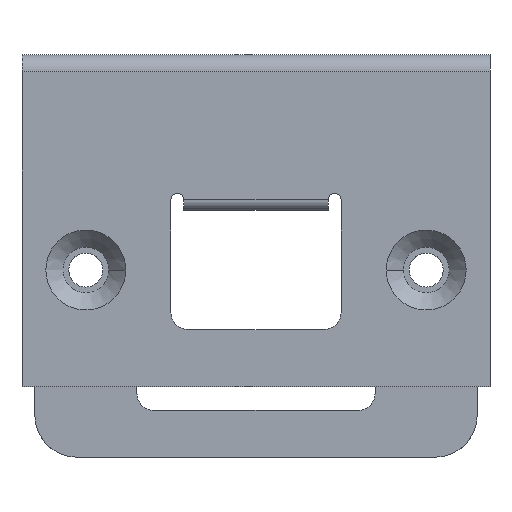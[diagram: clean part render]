
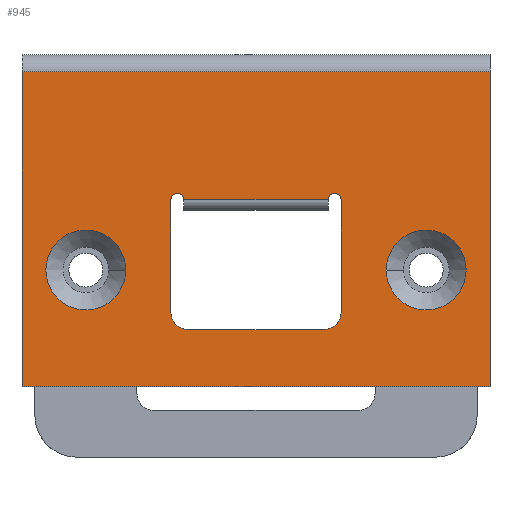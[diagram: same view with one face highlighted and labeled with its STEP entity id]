
A CAD part, top view. The second image highlights one B-rep face of the part: STEP entity #945.
In plain terms, the highlighted face is planar.
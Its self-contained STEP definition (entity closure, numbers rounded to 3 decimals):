
#95 = CARTESIAN_POINT ( 'NONE',  ( 0., -17.05, -9.25 ) ) ;
#96 = DIRECTION ( 'NONE',  ( -1., 0., 0. ) ) ;
#97 = DIRECTION ( 'NONE',  ( 0., 1., 0. ) ) ;
#129 = LINE ( 'NONE', #130, #2019 ) ;
#130 = CARTESIAN_POINT ( 'NONE',  ( 0., -2., 27.5 ) ) ;
#131 = DIRECTION ( 'NONE',  ( 0., -1., 0. ) ) ;
#165 = LINE ( 'NONE', #166, #2045 ) ;
#166 = CARTESIAN_POINT ( 'NONE',  ( 0., -17.05, 10. ) ) ;
#167 = DIRECTION ( 'NONE',  ( 0., 1., 0. ) ) ;
#174 = CARTESIAN_POINT ( 'NONE',  ( 0., -30.3, -8. ) ) ;
#175 = DIRECTION ( 'NONE',  ( -1., 0., 0. ) ) ;
#176 = DIRECTION ( 'NONE',  ( 0., -1., 0. ) ) ;
#180 = CARTESIAN_POINT ( 'NONE',  ( 0., -17.05, 9.25 ) ) ;
#181 = DIRECTION ( 'NONE',  ( -1., 0., 0. ) ) ;
#182 = DIRECTION ( 'NONE',  ( 0., -1., 0. ) ) ;
#192 = LINE ( 'NONE', #193, #2060 ) ;
#193 = CARTESIAN_POINT ( 'NONE',  ( 0., -39., 27.5 ) ) ;
#194 = DIRECTION ( 'NONE',  ( 0., 0., -1. ) ) ;
#195 = CARTESIAN_POINT ( 'NONE',  ( 0., -25.3, -20. ) ) ;
#199 = DIRECTION ( 'NONE',  ( -1., 0., 0. ) ) ;
#200 = DIRECTION ( 'NONE',  ( 0., 0., 1. ) ) ;
#270 = CARTESIAN_POINT ( 'NONE',  ( 0., -25.3, -20. ) ) ;
#271 = DIRECTION ( 'NONE',  ( -1., 0., 0. ) ) ;
#272 = DIRECTION ( 'NONE',  ( 0., 0., 1. ) ) ;
#297 = CARTESIAN_POINT ( 'NONE',  ( 0., -25.3, 20. ) ) ;
#298 = DIRECTION ( 'NONE',  ( -1., 0., 0. ) ) ;
#299 = DIRECTION ( 'NONE',  ( 0., 0., 1. ) ) ;
#314 = CARTESIAN_POINT ( 'NONE',  ( 0., -25.3, 15.3 ) ) ;
#329 = CARTESIAN_POINT ( 'NONE',  ( 0., -25.3, -24.7 ) ) ;
#331 = CARTESIAN_POINT ( 'NONE',  ( 0., -25.3, -15.3 ) ) ;
#509 = PLANE ( 'NONE',  #1630 ) ;
#510 = CARTESIAN_POINT ( 'NONE',  ( 0., -2., 27.5 ) ) ;
#511 = DIRECTION ( 'NONE',  ( 1., 0., 0. ) ) ;
#512 = DIRECTION ( 'NONE',  ( 0., 1., 0. ) ) ;
#513 = LINE ( 'NONE', #514, #1552 ) ;
#514 = CARTESIAN_POINT ( 'NONE',  ( 0., -32.3, -8. ) ) ;
#515 = DIRECTION ( 'NONE',  ( 0., 0., 1. ) ) ;
#516 = CARTESIAN_POINT ( 'NONE',  ( 0., -30.3, 8. ) ) ;
#517 = DIRECTION ( 'NONE',  ( -1., 0., 0. ) ) ;
#518 = DIRECTION ( 'NONE',  ( 0., -1., 0. ) ) ;
#550 = LINE ( 'NONE', #551, #1567 ) ;
#551 = CARTESIAN_POINT ( 'NONE',  ( 0., -17.05, -10. ) ) ;
#552 = DIRECTION ( 'NONE',  ( 0., -1., 0. ) ) ;
#627 = LINE ( 'NONE', #628, #1599 ) ;
#628 = CARTESIAN_POINT ( 'NONE',  ( 0., -2., -27.5 ) ) ;
#629 = DIRECTION ( 'NONE',  ( 0., -1., 0. ) ) ;
#683 = LINE ( 'NONE', #684, #1974 ) ;
#684 = CARTESIAN_POINT ( 'NONE',  ( 0., -17.05, 8.5 ) ) ;
#685 = DIRECTION ( 'NONE',  ( 0., 0., -1. ) ) ;
#695 = CARTESIAN_POINT ( 'NONE',  ( 0., -25.3, 20. ) ) ;
#699 = DIRECTION ( 'NONE',  ( -1., 0., 0. ) ) ;
#700 = DIRECTION ( 'NONE',  ( 0., 0., 1. ) ) ;
#726 = LINE ( 'NONE', #727, #1963 ) ;
#727 = CARTESIAN_POINT ( 'NONE',  ( 0., -2., 27.5 ) ) ;
#728 = DIRECTION ( 'NONE',  ( 0., 0., -1. ) ) ;
#742 = CARTESIAN_POINT ( 'NONE',  ( 0., -17.05, -10. ) ) ;
#746 = CARTESIAN_POINT ( 'NONE',  ( 0., -25.3, 24.7 ) ) ;
#749 = CARTESIAN_POINT ( 'NONE',  ( 0., -30.3, -10. ) ) ;
#750 = CARTESIAN_POINT ( 'NONE',  ( 0., -17.05, -8.5 ) ) ;
#751 = CARTESIAN_POINT ( 'NONE',  ( 0., -17.05, 8.5 ) ) ;
#753 = CARTESIAN_POINT ( 'NONE',  ( 0., -17.05, 10. ) ) ;
#754 = CARTESIAN_POINT ( 'NONE',  ( 0., -32.3, 8. ) ) ;
#755 = CARTESIAN_POINT ( 'NONE',  ( 0., -2., -27.5 ) ) ;
#756 = CARTESIAN_POINT ( 'NONE',  ( 0., -32.3, -8. ) ) ;
#757 = CARTESIAN_POINT ( 'NONE',  ( 0., -39., -27.5 ) ) ;
#758 = CARTESIAN_POINT ( 'NONE',  ( 0., -2., 27.5 ) ) ;
#759 = CARTESIAN_POINT ( 'NONE',  ( 0., -39., 27.5 ) ) ;
#761 = CARTESIAN_POINT ( 'NONE',  ( 0., -30.3, 10. ) ) ;
#863 = EDGE_CURVE ( 'NONE', #1070, #1062, #1019, .T. ) ;
#874 = EDGE_CURVE ( 'NONE', #1078, #1079, #129, .T. ) ;
#886 = EDGE_CURVE ( 'NONE', #1081, #1073, #165, .T. ) ;
#889 = EDGE_CURVE ( 'NONE', #1069, #1076, #1198, .T. ) ;
#891 = EDGE_CURVE ( 'NONE', #1073, #1071, #1188, .T. ) ;
#895 = EDGE_CURVE ( 'NONE', #1079, #1077, #192, .T. ) ;
#898 = EDGE_CURVE ( 'NONE', #1156, #1153, #1176, .T. ) ;
#923 = EDGE_CURVE ( 'NONE', #1153, #1156, #1197, .T. ) ;
#937 = EDGE_CURVE ( 'NONE', #1066, #1128, #1183, .T. ) ;
#945 = ADVANCED_FACE ( 'NONE', ( #1633, #1634, #1557, #1555 ), #509, .F. ) ;
#946 = EDGE_CURVE ( 'NONE', #1076, #1074, #513, .T. ) ;
#948 = EDGE_CURVE ( 'NONE', #1074, #1081, #1179, .T. ) ;
#960 = EDGE_CURVE ( 'NONE', #1062, #1069, #550, .T. ) ;
#985 = EDGE_CURVE ( 'NONE', #1075, #1077, #627, .T. ) ;
#1004 = EDGE_CURVE ( 'NONE', #1071, #1070, #683, .T. ) ;
#1010 = EDGE_CURVE ( 'NONE', #1128, #1066, #1205, .T. ) ;
#1019 = CIRCLE ( 'NONE', #2080, 0.75 ) ;
#1020 = EDGE_CURVE ( 'NONE', #1078, #1075, #726, .T. ) ;
#1033 = EDGE_LOOP ( 'NONE', ( #1499, #1495 ) ) ;
#1034 = EDGE_LOOP ( 'NONE', ( #1479, #1490, #1488, #1513 ) ) ;
#1035 = EDGE_LOOP ( 'NONE', ( #1492, #1505, #1451, #1508, #1514, #1494, #1485, #1487 ) ) ;
#1036 = EDGE_LOOP ( 'NONE', ( #1435, #1525 ) ) ;
#1062 = VERTEX_POINT ( 'NONE', #742 ) ;
#1066 = VERTEX_POINT ( 'NONE', #746 ) ;
#1069 = VERTEX_POINT ( 'NONE', #749 ) ;
#1070 = VERTEX_POINT ( 'NONE', #750 ) ;
#1071 = VERTEX_POINT ( 'NONE', #751 ) ;
#1073 = VERTEX_POINT ( 'NONE', #753 ) ;
#1074 = VERTEX_POINT ( 'NONE', #754 ) ;
#1075 = VERTEX_POINT ( 'NONE', #755 ) ;
#1076 = VERTEX_POINT ( 'NONE', #756 ) ;
#1077 = VERTEX_POINT ( 'NONE', #757 ) ;
#1078 = VERTEX_POINT ( 'NONE', #758 ) ;
#1079 = VERTEX_POINT ( 'NONE', #759 ) ;
#1081 = VERTEX_POINT ( 'NONE', #761 ) ;
#1128 = VERTEX_POINT ( 'NONE', #314 ) ;
#1153 = VERTEX_POINT ( 'NONE', #329 ) ;
#1156 = VERTEX_POINT ( 'NONE', #331 ) ;
#1176 = CIRCLE ( 'NONE', #2051, 4.7 ) ;
#1179 = CIRCLE ( 'NONE', #1553, 2. ) ;
#1183 = CIRCLE ( 'NONE', #1620, 4.7 ) ;
#1188 = CIRCLE ( 'NONE', #2041, 0.75 ) ;
#1197 = CIRCLE ( 'NONE', #2048, 4.7 ) ;
#1198 = CIRCLE ( 'NONE', #2040, 2. ) ;
#1205 = CIRCLE ( 'NONE', #1980, 4.7 ) ;
#1435 = ORIENTED_EDGE ( 'NONE', *, *, #937, .F. ) ;
#1451 = ORIENTED_EDGE ( 'NONE', *, *, #1004, .F. ) ;
#1479 = ORIENTED_EDGE ( 'NONE', *, *, #985, .T. ) ;
#1485 = ORIENTED_EDGE ( 'NONE', *, *, #946, .F. ) ;
#1487 = ORIENTED_EDGE ( 'NONE', *, *, #889, .F. ) ;
#1488 = ORIENTED_EDGE ( 'NONE', *, *, #874, .F. ) ;
#1490 = ORIENTED_EDGE ( 'NONE', *, *, #895, .F. ) ;
#1492 = ORIENTED_EDGE ( 'NONE', *, *, #960, .F. ) ;
#1494 = ORIENTED_EDGE ( 'NONE', *, *, #948, .F. ) ;
#1495 = ORIENTED_EDGE ( 'NONE', *, *, #923, .F. ) ;
#1499 = ORIENTED_EDGE ( 'NONE', *, *, #898, .F. ) ;
#1505 = ORIENTED_EDGE ( 'NONE', *, *, #863, .F. ) ;
#1508 = ORIENTED_EDGE ( 'NONE', *, *, #891, .F. ) ;
#1513 = ORIENTED_EDGE ( 'NONE', *, *, #1020, .T. ) ;
#1514 = ORIENTED_EDGE ( 'NONE', *, *, #886, .F. ) ;
#1525 = ORIENTED_EDGE ( 'NONE', *, *, #1010, .F. ) ;
#1552 = VECTOR ( 'NONE', #515, 1000. ) ;
#1553 = AXIS2_PLACEMENT_3D ( 'NONE', #516, #517, #518 ) ;
#1555 = FACE_BOUND ( 'NONE', #1033, .T. ) ;
#1557 = FACE_OUTER_BOUND ( 'NONE', #1034, .T. ) ;
#1567 = VECTOR ( 'NONE', #552, 1000. ) ;
#1599 = VECTOR ( 'NONE', #629, 1000. ) ;
#1620 = AXIS2_PLACEMENT_3D ( 'NONE', #297, #298, #299 ) ;
#1630 = AXIS2_PLACEMENT_3D ( 'NONE', #510, #511, #512 ) ;
#1633 = FACE_BOUND ( 'NONE', #1036, .T. ) ;
#1634 = FACE_BOUND ( 'NONE', #1035, .T. ) ;
#1963 = VECTOR ( 'NONE', #728, 1000. ) ;
#1974 = VECTOR ( 'NONE', #685, 1000. ) ;
#1980 = AXIS2_PLACEMENT_3D ( 'NONE', #695, #699, #700 ) ;
#2019 = VECTOR ( 'NONE', #131, 1000. ) ;
#2040 = AXIS2_PLACEMENT_3D ( 'NONE', #174, #175, #176 ) ;
#2041 = AXIS2_PLACEMENT_3D ( 'NONE', #180, #181, #182 ) ;
#2045 = VECTOR ( 'NONE', #167, 1000. ) ;
#2048 = AXIS2_PLACEMENT_3D ( 'NONE', #270, #271, #272 ) ;
#2051 = AXIS2_PLACEMENT_3D ( 'NONE', #195, #199, #200 ) ;
#2060 = VECTOR ( 'NONE', #194, 1000. ) ;
#2080 = AXIS2_PLACEMENT_3D ( 'NONE', #95, #96, #97 ) ;
